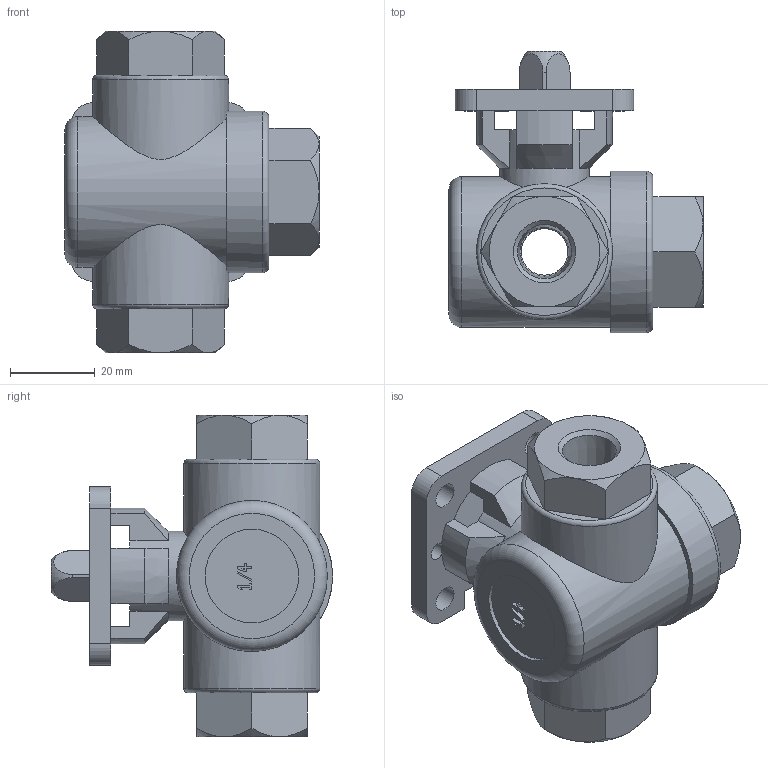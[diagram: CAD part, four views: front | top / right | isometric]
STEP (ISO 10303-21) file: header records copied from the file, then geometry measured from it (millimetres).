
FILE_DESCRIPTION(/* description */ ('STEP AP214'),/* implementation_level */ '2;1');
FILE_NAME(/* name */ '4834288_VZBE-1_4-T-63-F-3L-F04-V15V15',/* time_stamp */ '2024-09-18T01:33:53+02:00',/* author */ ('License CC BY-ND 4.0'),/* organization */ ('CADENAS'),/* preprocessor_version */ 'ST-DEVELOPER v19.3',/* originating_system */ 'PARTsolutions',/* authorisation */ ' ');
FILE_SCHEMA (('AUTOMOTIVE_DESIGN {1 0 10303 214 3 1 1}'));
Length unit declared in the file: millimetre
Products named in the file (1): 4834288 VZBE-1/4-T-63-F-3L-F04-V15V15
Bounding box: 59.8 x 66.2 x 75.7 mm (x, y, z)
Volume: 86933.4 mm3; surface area: 22283.9 mm2
Topology: 1 solids, 1 shells, 171 faces, 472 edges, 301 vertices
Faces by surface type: plane 107, cone 32, cylinder 27, torus 5
Full cylindrical faces by diameter (mm): 4.134 x1, 6 x4, 11 x2, 21 x1, 22 x1, 27 x1, 32 x2, 35.5 x1, 38 x1
Entity records: 5447 total; most frequent: CARTESIAN_POINT 1271, ORIENTED_EDGE 868, DIRECTION 809, EDGE_CURVE 434, VERTEX_POINT 293, AXIS2_PLACEMENT_3D 289, LINE 231, VECTOR 231
